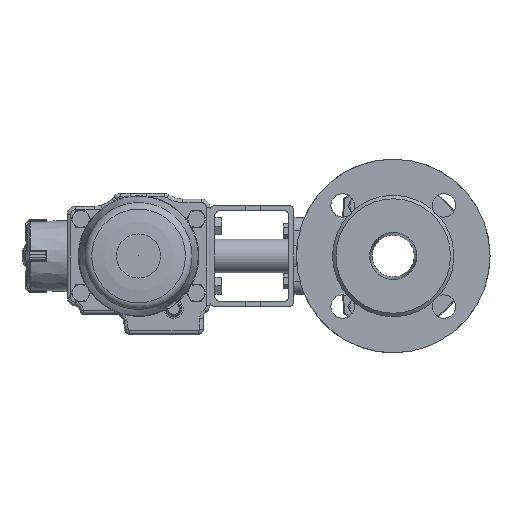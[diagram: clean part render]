
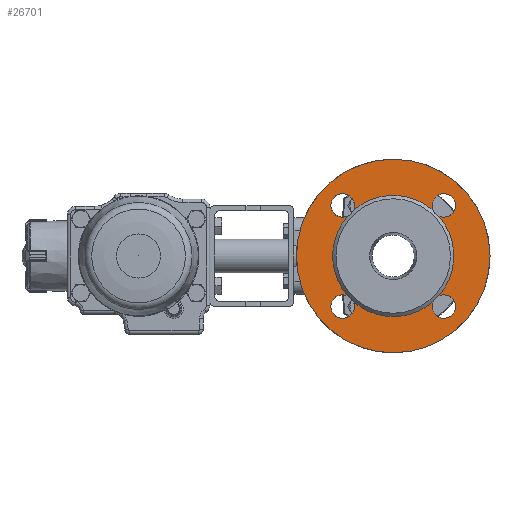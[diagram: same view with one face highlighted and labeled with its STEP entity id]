
A CAD part, left-side view. The second image highlights one B-rep face of the part: STEP entity #26701.
In plain terms, the highlighted planar face has unit normal (-1, 0, 0).
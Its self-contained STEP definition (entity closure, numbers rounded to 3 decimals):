
#2608=CIRCLE('',#28069,7.);
#2609=CIRCLE('',#28071,7.);
#2610=CIRCLE('',#28073,7.);
#2611=CIRCLE('',#28075,7.);
#2613=CIRCLE('',#28078,57.5);
#2623=CIRCLE('',#28094,36.);
#2624=CIRCLE('',#28095,36.);
#2625=CIRCLE('',#28096,36.);
#2626=CIRCLE('',#28097,36.);
#8038=ORIENTED_EDGE('',*,*,#11896,.F.);
#8039=ORIENTED_EDGE('',*,*,#11918,.T.);
#8040=ORIENTED_EDGE('',*,*,#11883,.T.);
#8041=ORIENTED_EDGE('',*,*,#11917,.T.);
#8042=ORIENTED_EDGE('',*,*,#11893,.T.);
#8043=ORIENTED_EDGE('',*,*,#11920,.T.);
#8044=ORIENTED_EDGE('',*,*,#11890,.T.);
#8045=ORIENTED_EDGE('',*,*,#11919,.T.);
#8046=ORIENTED_EDGE('',*,*,#11886,.T.);
#11883=EDGE_CURVE('',#15833,#15834,#2608,.T.);
#11886=EDGE_CURVE('',#15836,#15837,#2609,.T.);
#11890=EDGE_CURVE('',#15840,#15839,#2610,.T.);
#11893=EDGE_CURVE('',#15843,#15842,#2611,.T.);
#11896=EDGE_CURVE('',#15846,#15846,#2613,.T.);
#11917=EDGE_CURVE('',#15834,#15843,#2623,.T.);
#11918=EDGE_CURVE('',#15837,#15833,#2624,.T.);
#11919=EDGE_CURVE('',#15839,#15836,#2625,.T.);
#11920=EDGE_CURVE('',#15842,#15840,#2626,.T.);
#15833=VERTEX_POINT('',#37537);
#15834=VERTEX_POINT('',#37538);
#15836=VERTEX_POINT('',#37558);
#15837=VERTEX_POINT('',#37559);
#15839=VERTEX_POINT('',#37583);
#15840=VERTEX_POINT('',#37584);
#15842=VERTEX_POINT('',#37604);
#15843=VERTEX_POINT('',#37605);
#15846=VERTEX_POINT('',#37623);
#22309=EDGE_LOOP('',(#8038));
#22310=EDGE_LOOP('',(#8039,#8040,#8041,#8042,#8043,#8044,#8045,#8046));
#24281=FACE_BOUND('',#22309,.T.);
#24282=FACE_BOUND('',#22310,.T.);
#25579=PLANE('',#29032);
#26701=ADVANCED_FACE('',(#24281,#24282),#25579,.F.);
#28069=AXIS2_PLACEMENT_3D('',#37536,#30796,#30797);
#28071=AXIS2_PLACEMENT_3D('',#37557,#30800,#30801);
#28073=AXIS2_PLACEMENT_3D('',#37585,#30804,#30805);
#28075=AXIS2_PLACEMENT_3D('',#37606,#30808,#30809);
#28078=AXIS2_PLACEMENT_3D('',#37622,#30814,#30815);
#28094=AXIS2_PLACEMENT_3D('',#37787,#30848,#30849);
#28095=AXIS2_PLACEMENT_3D('',#37788,#30850,#30851);
#28096=AXIS2_PLACEMENT_3D('',#37789,#30852,#30853);
#28097=AXIS2_PLACEMENT_3D('',#37790,#30854,#30855);
#29032=AXIS2_PLACEMENT_3D('',#67444,#33447,#33448);
#30796=DIRECTION('',(1.,0.,0.));
#30797=DIRECTION('',(0.,0.,-1.));
#30800=DIRECTION('',(1.,0.,0.));
#30801=DIRECTION('',(0.,0.,-1.));
#30804=DIRECTION('',(1.,0.,0.));
#30805=DIRECTION('',(0.,0.,-1.));
#30808=DIRECTION('',(1.,0.,0.));
#30809=DIRECTION('',(0.,0.,-1.));
#30814=DIRECTION('',(1.,0.,0.));
#30815=DIRECTION('',(0.,0.,-1.));
#30848=DIRECTION('',(1.,0.,0.));
#30849=DIRECTION('',(0.,0.,-1.));
#30850=DIRECTION('',(1.,0.,0.));
#30851=DIRECTION('',(0.,0.,-1.));
#30852=DIRECTION('',(1.,0.,0.));
#30853=DIRECTION('',(0.,0.,-1.));
#30854=DIRECTION('',(1.,0.,0.));
#30855=DIRECTION('',(0.,0.,-1.));
#33447=DIRECTION('',(1.,0.,0.));
#33448=DIRECTION('',(0.,0.,1.));
#37536=CARTESIAN_POINT('',(-73.,-30.05,-30.05));
#37537=CARTESIAN_POINT('',(-73.,-27.094,-23.705));
#37538=CARTESIAN_POINT('',(-73.,-23.705,-27.094));
#37557=CARTESIAN_POINT('',(-73.,-30.05,30.05));
#37558=CARTESIAN_POINT('',(-73.,-23.705,27.094));
#37559=CARTESIAN_POINT('',(-73.,-27.094,23.705));
#37583=CARTESIAN_POINT('',(-73.,23.705,27.094));
#37584=CARTESIAN_POINT('',(-73.,27.094,23.705));
#37585=CARTESIAN_POINT('',(-73.,30.05,30.05));
#37604=CARTESIAN_POINT('',(-73.,27.094,-23.705));
#37605=CARTESIAN_POINT('',(-73.,23.705,-27.094));
#37606=CARTESIAN_POINT('',(-73.,30.05,-30.05));
#37622=CARTESIAN_POINT('',(-73.,0.,0.));
#37623=CARTESIAN_POINT('',(-73.,0.,-57.5));
#37787=CARTESIAN_POINT('',(-73.,0.,0.));
#37788=CARTESIAN_POINT('',(-73.,0.,0.));
#37789=CARTESIAN_POINT('',(-73.,0.,0.));
#37790=CARTESIAN_POINT('',(-73.,0.,0.));
#67444=CARTESIAN_POINT('',(-73.,36.,0.));
